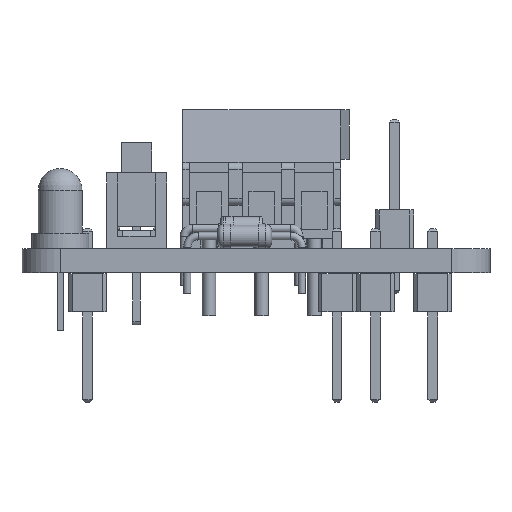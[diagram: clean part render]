
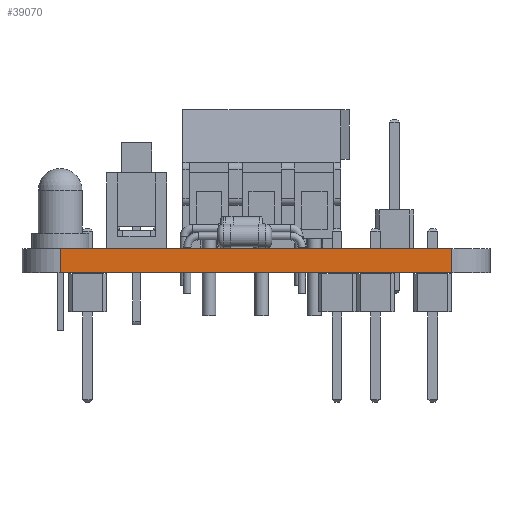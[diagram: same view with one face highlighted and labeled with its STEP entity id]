
A CAD part, front view. The second image highlights one B-rep face of the part: STEP entity #39070.
In plain terms, the highlighted planar face has unit normal (0, -1, 0).
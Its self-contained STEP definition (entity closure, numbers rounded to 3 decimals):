
#37310 = CYLINDRICAL_SURFACE('',#37311,2.54);
#37311 = AXIS2_PLACEMENT_3D('',#37312,#37313,#37314);
#37312 = CARTESIAN_POINT('',(133.35,-111.76,0.));
#37313 = DIRECTION('',(-0.,-0.,-1.));
#37314 = DIRECTION('',(1.,0.,-0.));
#37338 = PLANE('',#37339);
#37339 = AXIS2_PLACEMENT_3D('',#37340,#37341,#37342);
#37340 = CARTESIAN_POINT('',(120.332,-107.315,1.6));
#37341 = DIRECTION('',(0.,0.,1.));
#37342 = DIRECTION('',(1.,0.,-0.));
#37392 = PLANE('',#37393);
#37393 = AXIS2_PLACEMENT_3D('',#37394,#37395,#37396);
#37394 = CARTESIAN_POINT('',(120.332,-107.315,0.));
#37395 = DIRECTION('',(0.,0.,1.));
#37396 = DIRECTION('',(1.,0.,-0.));
#37407 = EDGE_CURVE('',#37408,#37410,#37412,.T.);
#37408 = VERTEX_POINT('',#37409);
#37409 = CARTESIAN_POINT('',(133.35,-114.3,0.));
#37410 = VERTEX_POINT('',#37411);
#37411 = CARTESIAN_POINT('',(133.35,-114.3,1.6));
#37412 = SURFACE_CURVE('',#37413,(#37417,#37424),.PCURVE_S1.);
#37413 = LINE('',#37414,#37415);
#37414 = CARTESIAN_POINT('',(133.35,-114.3,0.));
#37415 = VECTOR('',#37416,1.);
#37416 = DIRECTION('',(0.,0.,1.));
#37417 = PCURVE('',#37310,#37418);
#37418 = DEFINITIONAL_REPRESENTATION('',(#37419),#37423);
#37419 = LINE('',#37420,#37421);
#37420 = CARTESIAN_POINT('',(-4.712,0.));
#37421 = VECTOR('',#37422,1.);
#37422 = DIRECTION('',(-0.,-1.));
#37423 = ( GEOMETRIC_REPRESENTATION_CONTEXT(2) 
PARAMETRIC_REPRESENTATION_CONTEXT() REPRESENTATION_CONTEXT('2D SPACE',''
  ) );
#37424 = PCURVE('',#37425,#37430);
#37425 = PLANE('',#37426);
#37426 = AXIS2_PLACEMENT_3D('',#37427,#37428,#37429);
#37427 = CARTESIAN_POINT('',(107.315,-114.3,0.));
#37428 = DIRECTION('',(0.,1.,0.));
#37429 = DIRECTION('',(1.,0.,0.));
#37430 = DEFINITIONAL_REPRESENTATION('',(#37431),#37435);
#37431 = LINE('',#37432,#37433);
#37432 = CARTESIAN_POINT('',(26.035,0.));
#37433 = VECTOR('',#37434,1.);
#37434 = DIRECTION('',(0.,-1.));
#37435 = ( GEOMETRIC_REPRESENTATION_CONTEXT(2) 
PARAMETRIC_REPRESENTATION_CONTEXT() REPRESENTATION_CONTEXT('2D SPACE',''
  ) );
#37646 = VERTEX_POINT('',#37647);
#37647 = CARTESIAN_POINT('',(107.315,-114.3,0.));
#37662 = CYLINDRICAL_SURFACE('',#37663,2.54);
#37663 = AXIS2_PLACEMENT_3D('',#37664,#37665,#37666);
#37664 = CARTESIAN_POINT('',(107.315,-111.76,0.));
#37665 = DIRECTION('',(-0.,-0.,-1.));
#37666 = DIRECTION('',(1.,0.,-0.));
#37674 = EDGE_CURVE('',#37646,#37408,#37675,.T.);
#37675 = SURFACE_CURVE('',#37676,(#37680,#37687),.PCURVE_S1.);
#37676 = LINE('',#37677,#37678);
#37677 = CARTESIAN_POINT('',(107.315,-114.3,0.));
#37678 = VECTOR('',#37679,1.);
#37679 = DIRECTION('',(1.,0.,0.));
#37680 = PCURVE('',#37392,#37681);
#37681 = DEFINITIONAL_REPRESENTATION('',(#37682),#37686);
#37682 = LINE('',#37683,#37684);
#37683 = CARTESIAN_POINT('',(-13.017,-6.985));
#37684 = VECTOR('',#37685,1.);
#37685 = DIRECTION('',(1.,0.));
#37686 = ( GEOMETRIC_REPRESENTATION_CONTEXT(2) 
PARAMETRIC_REPRESENTATION_CONTEXT() REPRESENTATION_CONTEXT('2D SPACE',''
  ) );
#37687 = PCURVE('',#37425,#37688);
#37688 = DEFINITIONAL_REPRESENTATION('',(#37689),#37693);
#37689 = LINE('',#37690,#37691);
#37690 = CARTESIAN_POINT('',(0.,0.));
#37691 = VECTOR('',#37692,1.);
#37692 = DIRECTION('',(1.,0.));
#37693 = ( GEOMETRIC_REPRESENTATION_CONTEXT(2) 
PARAMETRIC_REPRESENTATION_CONTEXT() REPRESENTATION_CONTEXT('2D SPACE',''
  ) );
#38454 = VERTEX_POINT('',#38455);
#38455 = CARTESIAN_POINT('',(107.315,-114.3,1.6));
#38477 = EDGE_CURVE('',#38454,#37410,#38478,.T.);
#38478 = SURFACE_CURVE('',#38479,(#38483,#38490),.PCURVE_S1.);
#38479 = LINE('',#38480,#38481);
#38480 = CARTESIAN_POINT('',(107.315,-114.3,1.6));
#38481 = VECTOR('',#38482,1.);
#38482 = DIRECTION('',(1.,0.,0.));
#38483 = PCURVE('',#37338,#38484);
#38484 = DEFINITIONAL_REPRESENTATION('',(#38485),#38489);
#38485 = LINE('',#38486,#38487);
#38486 = CARTESIAN_POINT('',(-13.017,-6.985));
#38487 = VECTOR('',#38488,1.);
#38488 = DIRECTION('',(1.,0.));
#38489 = ( GEOMETRIC_REPRESENTATION_CONTEXT(2) 
PARAMETRIC_REPRESENTATION_CONTEXT() REPRESENTATION_CONTEXT('2D SPACE',''
  ) );
#38490 = PCURVE('',#37425,#38491);
#38491 = DEFINITIONAL_REPRESENTATION('',(#38492),#38496);
#38492 = LINE('',#38493,#38494);
#38493 = CARTESIAN_POINT('',(0.,-1.6));
#38494 = VECTOR('',#38495,1.);
#38495 = DIRECTION('',(1.,0.));
#38496 = ( GEOMETRIC_REPRESENTATION_CONTEXT(2) 
PARAMETRIC_REPRESENTATION_CONTEXT() REPRESENTATION_CONTEXT('2D SPACE',''
  ) );
#39070 = ADVANCED_FACE('',(#39071),#37425,.F.);
#39071 = FACE_BOUND('',#39072,.F.);
#39072 = EDGE_LOOP('',(#39073,#39094,#39095,#39096));
#39073 = ORIENTED_EDGE('',*,*,#39074,.T.);
#39074 = EDGE_CURVE('',#37646,#38454,#39075,.T.);
#39075 = SURFACE_CURVE('',#39076,(#39080,#39087),.PCURVE_S1.);
#39076 = LINE('',#39077,#39078);
#39077 = CARTESIAN_POINT('',(107.315,-114.3,0.));
#39078 = VECTOR('',#39079,1.);
#39079 = DIRECTION('',(0.,0.,1.));
#39080 = PCURVE('',#37425,#39081);
#39081 = DEFINITIONAL_REPRESENTATION('',(#39082),#39086);
#39082 = LINE('',#39083,#39084);
#39083 = CARTESIAN_POINT('',(0.,0.));
#39084 = VECTOR('',#39085,1.);
#39085 = DIRECTION('',(0.,-1.));
#39086 = ( GEOMETRIC_REPRESENTATION_CONTEXT(2) 
PARAMETRIC_REPRESENTATION_CONTEXT() REPRESENTATION_CONTEXT('2D SPACE',''
  ) );
#39087 = PCURVE('',#37662,#39088);
#39088 = DEFINITIONAL_REPRESENTATION('',(#39089),#39093);
#39089 = LINE('',#39090,#39091);
#39090 = CARTESIAN_POINT('',(-4.712,0.));
#39091 = VECTOR('',#39092,1.);
#39092 = DIRECTION('',(-0.,-1.));
#39093 = ( GEOMETRIC_REPRESENTATION_CONTEXT(2) 
PARAMETRIC_REPRESENTATION_CONTEXT() REPRESENTATION_CONTEXT('2D SPACE',''
  ) );
#39094 = ORIENTED_EDGE('',*,*,#38477,.T.);
#39095 = ORIENTED_EDGE('',*,*,#37407,.F.);
#39096 = ORIENTED_EDGE('',*,*,#37674,.F.);
